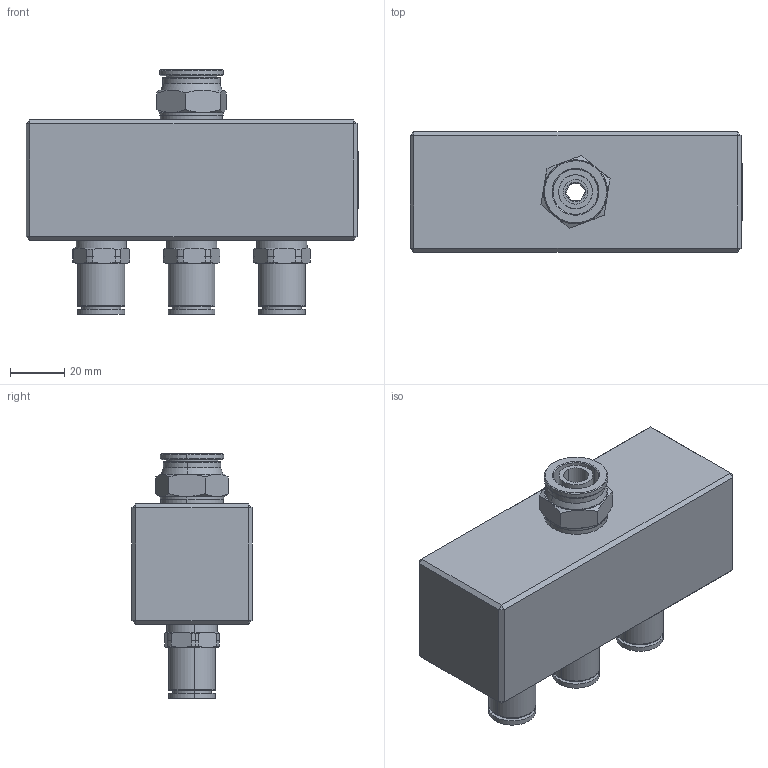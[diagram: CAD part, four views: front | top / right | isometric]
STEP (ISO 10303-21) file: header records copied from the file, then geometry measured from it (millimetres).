
FILE_DESCRIPTION(('FreeCAD Model'),'2;1');
FILE_NAME('Open CASCADE Shape Model','2025-05-08T00:03:54',('FreeCAD'),( 'FreeCAD'),'Open CASCADE STEP processor 7.6','FreeCAD','Unknown');
FILE_SCHEMA(('AUTOMOTIVE_DESIGN { 1 0 10303 214 1 1 1 1 }'));
Length unit declared in the file: millimetre
Products named in the file (1): Open CASCADE STEP translator 7.6 1
Bounding box: 122.35 x 44.37 x 90.1 mm (x, y, z)
Volume: 221649 mm3; surface area: 60074.8 mm2
Topology: 18 solids, 18 shells, 471 faces, 1079 edges, 659 vertices
Faces by surface type: bspline 471
Entity records: 14397 total; most frequent: CARTESIAN_POINT 8151, ORIENTED_EDGE 2146, EDGE_CURVE 1073, VERTEX_POINT 659, B_SPLINE_CURVE_WITH_KNOTS 634, FACE_BOUND 532, EDGE_LOOP 532, ADVANCED_FACE 471
